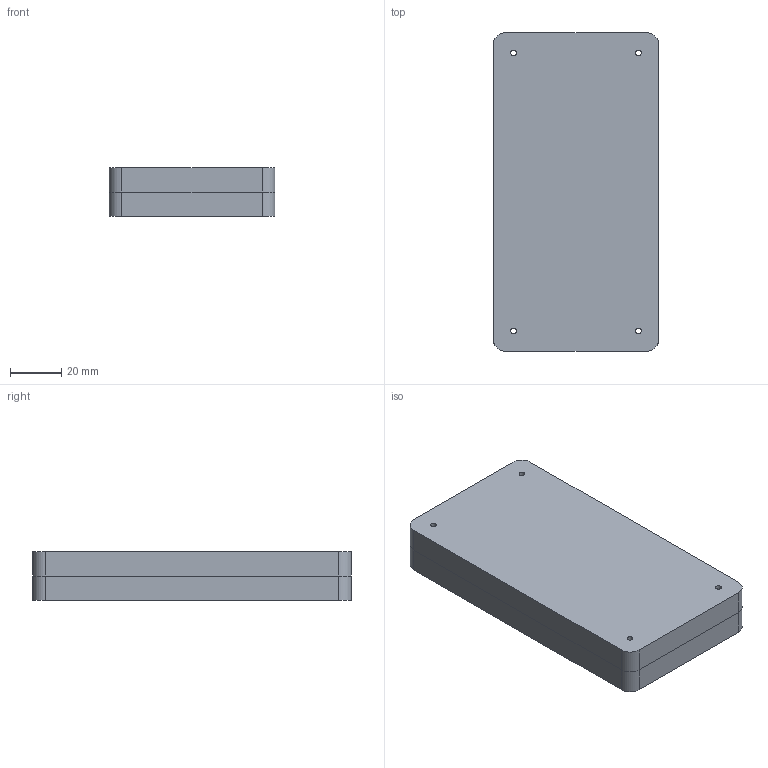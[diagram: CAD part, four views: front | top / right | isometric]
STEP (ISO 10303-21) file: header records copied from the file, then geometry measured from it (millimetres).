
FILE_DESCRIPTION(/* description */ (''),/* implementation_level */ '2;1');
FILE_NAME(/* name */ 'Valve_PEEP v7.step',/* time_stamp */ '2020-04-19T20:45:24-07:00',/* author */ (''),/* organization */ (''),/* preprocessor_version */ 'ST-DEVELOPER v18',/* originating_system */ 'Autodesk Translation Framework v8.12.0.6',/* authorisation */ '');
FILE_SCHEMA (('AUTOMOTIVE_DESIGN { 1 0 10303 214 3 1 1 }'));
Length unit declared in the file: millimetre
Products named in the file (1): Valve_PEEP
Bounding box: 65 x 125 x 19.05 mm (x, y, z)
Volume: 142479.3 mm3; surface area: 40775.9 mm2
Topology: 2 solids, 2 shells, 70 faces, 208 edges, 138 vertices
Faces by surface type: plane 38, cylinder 32
Full cylindrical faces by diameter (mm): 2.261 x10, 5.41 x1, 11.113 x1, 23.416 x2
Entity records: 2481 total; most frequent: DIRECTION 433, CARTESIAN_POINT 417, ORIENTED_EDGE 416, EDGE_CURVE 208, AXIS2_PLACEMENT_3D 154, VERTEX_POINT 138, LINE 125, VECTOR 125
